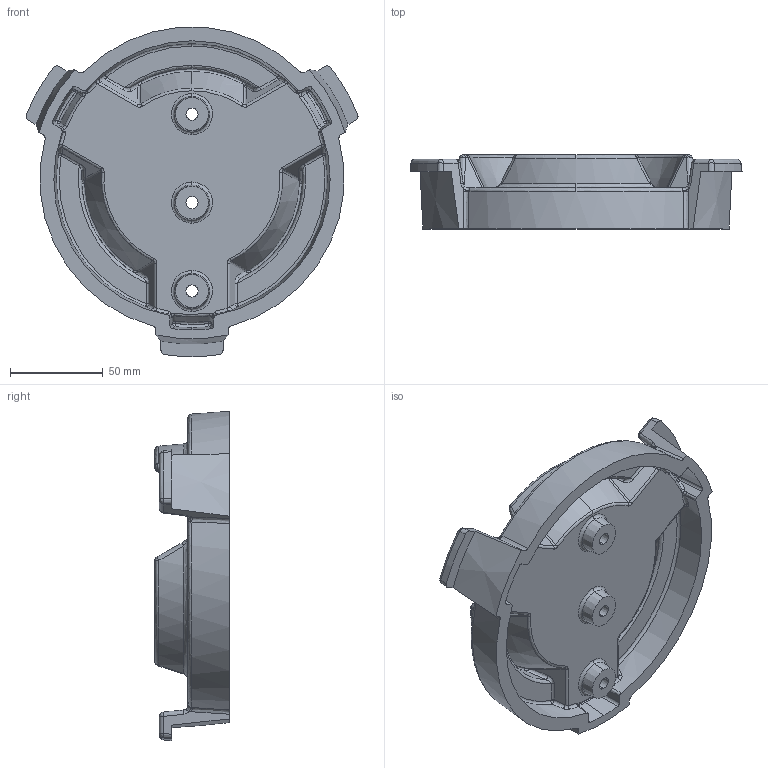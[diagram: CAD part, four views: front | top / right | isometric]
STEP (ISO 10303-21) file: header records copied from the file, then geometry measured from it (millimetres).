
FILE_DESCRIPTION (( 'STEP AP203' ), '1' );
FILE_NAME ('1040-6 .STEP', '2012-02-17T20:50:58', ( 'jgonzalez' ), ( '' ), 'SwSTEP 2.0', 'SolidWorks 2010', '' );
FILE_SCHEMA (( 'CONFIG_CONTROL_DESIGN' ));
Length unit declared in the file: inch
Products named in the file (1): 1040-6 
Bounding box: 178.77 x 40.01 x 177.32 mm (x, y, z)
Volume: 253436.3 mm3; surface area: 81801.1 mm2
Topology: 1 solids, 1 shells, 817 faces, 2015 edges, 1241 vertices
Faces by surface type: bspline 387, plane 324, cone 58, cylinder 48
Entity records: 48005 total; most frequent: CARTESIAN_POINT 31696, ORIENTED_EDGE 4006, DIRECTION 2328, EDGE_CURVE 2003, VERTEX_POINT 1241, LINE 938, VECTOR 938, EDGE_LOOP 876
